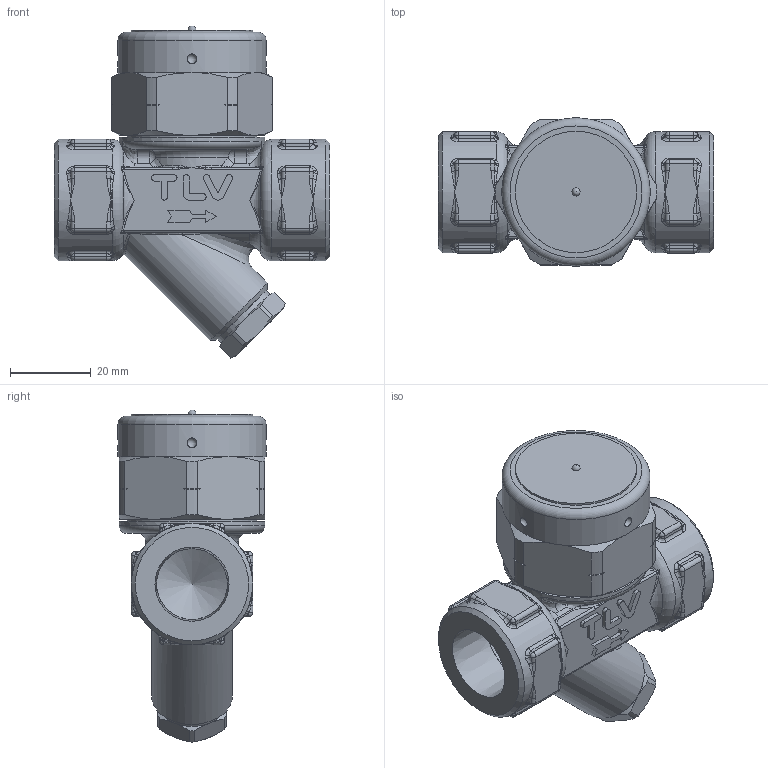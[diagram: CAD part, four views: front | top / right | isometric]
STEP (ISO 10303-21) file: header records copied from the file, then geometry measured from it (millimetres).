
FILE_DESCRIPTION(/* description */ (''),/* implementation_level */ '2;1');
FILE_NAME(/* name */ 'p21sc-015-screw-00.stp',/* time_stamp */ '2018-08-16T11:29:41+09:00',/* author */ ('nakaot'),/* organization */ (''),/* preprocessor_version */ 'ST-DEVELOPER v15.6',/* originating_system */ 'Autodesk Inventor 2015',/* authorisation */ '');
FILE_SCHEMA (('CONFIG_CONTROL_DESIGN'));
Length unit declared in the file: millimetre
Products named in the file (1): p21sc-015-screw-00
Bounding box: 68 x 36.6 x 82 mm (x, y, z)
Volume: 74253.5 mm3; surface area: 16089.2 mm2
Topology: 1 solids, 1 shells, 643 faces, 1574 edges, 852 vertices
Faces by surface type: bspline 274, cylinder 166, plane 94, sphere 44, cone 43, torus 22
Full cylindrical faces by diameter (mm): 17 x1, 17.475 x2, 20 x1, 30 x3, 32 x1, 36 x1, 36.6 x1
Entity records: 25308 total; most frequent: CARTESIAN_POINT 12762, ORIENTED_EDGE 2886, DIRECTION 2121, EDGE_CURVE 1443, AXIS2_PLACEMENT_3D 918, VERTEX_POINT 842, EDGE_LOOP 683, FACE_OUTER_BOUND 643
